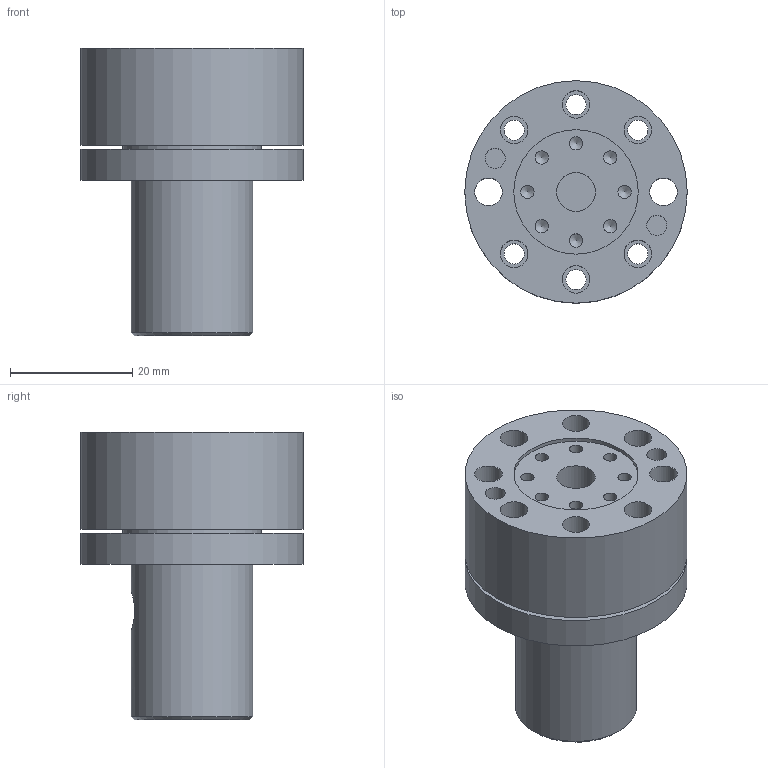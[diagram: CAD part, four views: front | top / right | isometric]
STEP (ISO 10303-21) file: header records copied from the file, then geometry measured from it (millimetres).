
FILE_DESCRIPTION(/* description */ (''),/* implementation_level */ '2;1');
FILE_NAME(/* name */ 'Corrosion Cell by threading_for_lead.stp',/* time_stamp */ '2024-02-17T16:13:24-05:00',/* author */ ('Weiyue Zhou'),/* organization */ (''),/* preprocessor_version */ 'ST-DEVELOPER v20',/* originating_system */ 'Autodesk Inventor 2024',/* authorisation */ '');
FILE_SCHEMA (('AUTOMOTIVE_DESIGN { 1 0 10303 214 3 1 1 }'));
Length unit declared in the file: inch
Products named in the file (5): Corrosion Cell by Welding; Chamber by welding; Salt_Chamber_Nickel_Part_2018_2; Inconel_Part_for_the_Chamber_2018_2; Inconel_Counter_Part_for_the_Chamber_2018_2
Assembly tree (4 placements, depth 3):
  Corrosion Cell by Welding
    Chamber by welding
      Salt_Chamber_Nickel_Part_2018_2
      Inconel_Part_for_the_Chamber_2018_2
    Inconel_Counter_Part_for_the_Chamber_2018_2
Bounding box: 36.32 x 36.32 x 46.99 mm (x, y, z)
Volume: 24005.2 mm3; surface area: 12285.1 mm2
Topology: 3 solids, 3 shells, 65 faces, 151 edges, 97 vertices
Faces by surface type: cylinder 39, plane 13, cone 10, torus 3
Full cylindrical faces by diameter (mm): 2.159 x8, 3.302 x8, 4.496 x10, 6.35 x2, 13.97 x2, 19.812 x1, 20.32 x1, 20.637 x1, 22.225 x1, 22.606 x1, 22.86 x2, 36.322 x2
Entity records: 2138 total; most frequent: DIRECTION 370, CARTESIAN_POINT 368, ORIENTED_EDGE 284, AXIS2_PLACEMENT_3D 160, EDGE_CURVE 142, EDGE_LOOP 121, VERTEX_POINT 97, CIRCLE 86
